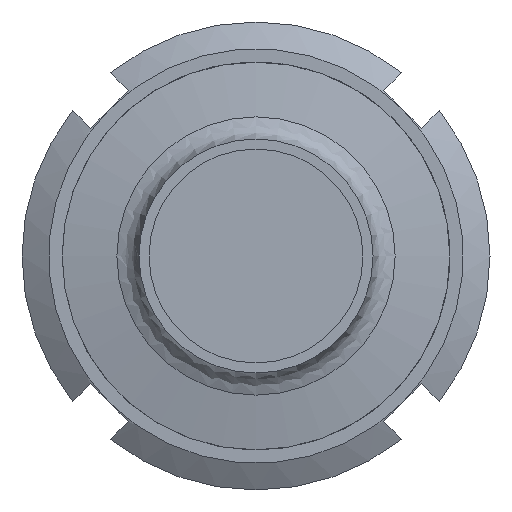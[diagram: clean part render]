
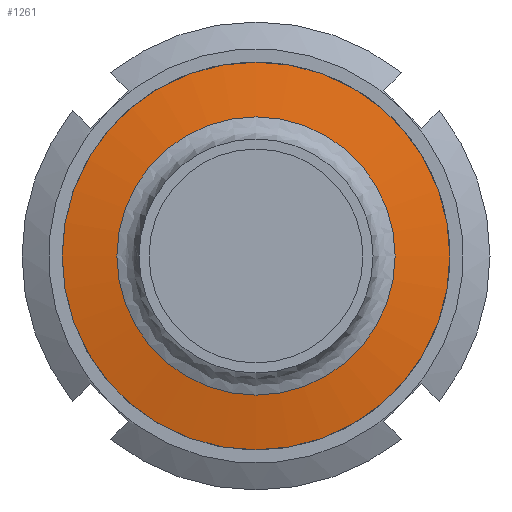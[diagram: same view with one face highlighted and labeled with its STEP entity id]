
A CAD part, left-side view. The second image highlights one B-rep face of the part: STEP entity #1261.
In plain terms, the highlighted conical face has half-angle 80 degrees and reference radius 23.25 mm.
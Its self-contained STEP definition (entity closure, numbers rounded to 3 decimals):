
#1122=CARTESIAN_POINT('',(18.,29.,0.));
#1123=VERTEX_POINT('',#1122);
#1124=CARTESIAN_POINT('',(18.,0.,0.));
#1125=DIRECTION('',(1.0,0.,0.));
#1126=DIRECTION('',(0.,1.0,0.));
#1127=AXIS2_PLACEMENT_3D('',#1124,#1125,#1126);
#1128=CIRCLE('',#1127,29.);
#1129=EDGE_CURVE('',#1123,#1123,#1128,.T.);
#1218=CARTESIAN_POINT('',(16.555,20.805,0.));
#1219=VERTEX_POINT('',#1218);
#1220=CARTESIAN_POINT('',(16.555,0.,0.));
#1221=DIRECTION('',(-1.0,0.,0.));
#1222=DIRECTION('',(0.,-1.0,0.));
#1223=AXIS2_PLACEMENT_3D('',#1220,#1221,#1222);
#1224=CIRCLE('',#1223,20.805);
#1225=EDGE_CURVE('',#1219,#1219,#1224,.T.);
#1250=CARTESIAN_POINT('',(16.986,0.,0.));
#1251=DIRECTION('',(1.0,0.,0.));
#1252=DIRECTION('',(0.,1.0,0.));
#1253=AXIS2_PLACEMENT_3D('',#1250,#1251,#1252);
#1254=CONICAL_SURFACE('',#1253,23.25,80.);
#1255=ORIENTED_EDGE('',*,*,#1129,.F.);
#1256=EDGE_LOOP('',(#1255));
#1257=FACE_OUTER_BOUND('',#1256,.T.);
#1258=ORIENTED_EDGE('',*,*,#1225,.F.);
#1259=EDGE_LOOP('',(#1258));
#1260=FACE_BOUND('',#1259,.T.);
#1261=ADVANCED_FACE('',(#1257,#1260),#1254,.T.);
